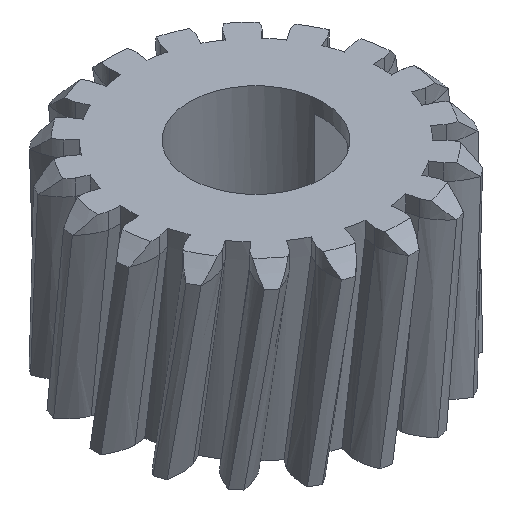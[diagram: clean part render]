
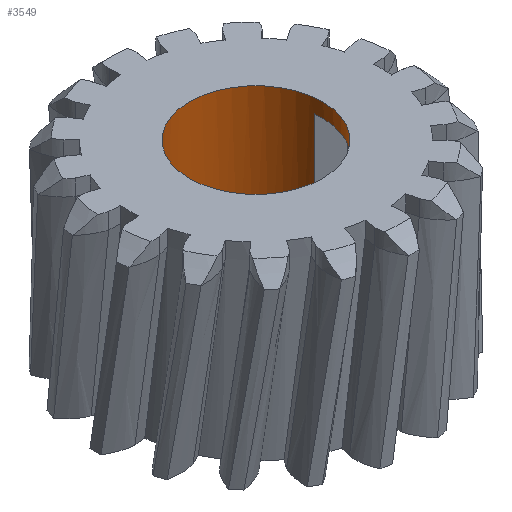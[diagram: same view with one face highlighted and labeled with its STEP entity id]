
A CAD part, isometric view. The second image highlights one B-rep face of the part: STEP entity #3549.
In plain terms, the highlighted cylindrical face has radius 4.175 mm (diameter 8.35 mm), a full revolution.
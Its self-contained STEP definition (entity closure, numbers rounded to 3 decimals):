
#477=FACE_OUTER_BOUND('',#694,.T.);
#694=EDGE_LOOP('',(#2427,#2428,#2429,#2430,#2431,#2432,#2433,#2434,#2435,
#2436,#2437,#2438));
#904=LINE('',#4601,#1117);
#915=LINE('',#4630,#1128);
#927=LINE('',#4665,#1140);
#929=LINE('',#4670,#1142);
#933=LINE('',#4679,#1146);
#1117=VECTOR('',#3984,10.);
#1128=VECTOR('',#4009,10.);
#1140=VECTOR('',#4041,10.);
#1142=VECTOR('',#4047,10.);
#1146=VECTOR('',#4055,4.175);
#1331=CIRCLE('',#3777,4.175);
#1332=CIRCLE('',#3778,4.175);
#1336=CIRCLE('',#3785,4.175);
#1338=CIRCLE('',#3793,4.175);
#1339=CIRCLE('',#3794,4.175);
#1340=CIRCLE('',#3795,4.175);
#1439=VERTEX_POINT('',#4598);
#1440=VERTEX_POINT('',#4600);
#1447=VERTEX_POINT('',#4618);
#1448=VERTEX_POINT('',#4620);
#1451=VERTEX_POINT('',#4628);
#1458=VERTEX_POINT('',#4645);
#1459=VERTEX_POINT('',#4647);
#1464=VERTEX_POINT('',#4663);
#1465=VERTEX_POINT('',#4669);
#1468=VERTEX_POINT('',#4677);
#1798=EDGE_CURVE('',#1440,#1439,#904,.T.);
#1808=EDGE_CURVE('',#1448,#1447,#1331,.T.);
#1809=EDGE_CURVE('',#1439,#1448,#1332,.T.);
#1813=EDGE_CURVE('',#1447,#1451,#915,.T.);
#1821=EDGE_CURVE('',#1459,#1458,#1336,.T.);
#1830=EDGE_CURVE('',#1458,#1464,#927,.T.);
#1832=EDGE_CURVE('',#1465,#1459,#929,.T.);
#1836=EDGE_CURVE('',#1468,#1468,#1338,.T.);
#1837=EDGE_CURVE('',#1468,#1448,#933,.T.);
#1838=EDGE_CURVE('',#1451,#1465,#1339,.T.);
#1839=EDGE_CURVE('',#1464,#1440,#1340,.T.);
#2427=ORIENTED_EDGE('',*,*,#1836,.F.);
#2428=ORIENTED_EDGE('',*,*,#1837,.T.);
#2429=ORIENTED_EDGE('',*,*,#1808,.T.);
#2430=ORIENTED_EDGE('',*,*,#1813,.T.);
#2431=ORIENTED_EDGE('',*,*,#1838,.T.);
#2432=ORIENTED_EDGE('',*,*,#1832,.T.);
#2433=ORIENTED_EDGE('',*,*,#1821,.T.);
#2434=ORIENTED_EDGE('',*,*,#1830,.T.);
#2435=ORIENTED_EDGE('',*,*,#1839,.T.);
#2436=ORIENTED_EDGE('',*,*,#1798,.T.);
#2437=ORIENTED_EDGE('',*,*,#1809,.T.);
#2438=ORIENTED_EDGE('',*,*,#1837,.F.);
#3516=CYLINDRICAL_SURFACE('',#3792,4.175);
#3549=ADVANCED_FACE('',(#477),#3516,.F.);
#3777=AXIS2_PLACEMENT_3D('',#4621,#4000,#4001);
#3778=AXIS2_PLACEMENT_3D('',#4622,#4002,#4003);
#3785=AXIS2_PLACEMENT_3D('',#4648,#4024,#4025);
#3792=AXIS2_PLACEMENT_3D('',#4676,#4051,#4052);
#3793=AXIS2_PLACEMENT_3D('',#4678,#4053,#4054);
#3794=AXIS2_PLACEMENT_3D('',#4680,#4056,#4057);
#3795=AXIS2_PLACEMENT_3D('',#4681,#4058,#4059);
#3984=DIRECTION('',(0.,0.,1.));
#4000=DIRECTION('center_axis',(0.,0.,-1.));
#4001=DIRECTION('ref_axis',(1.,0.,0.));
#4002=DIRECTION('center_axis',(0.,0.,-1.));
#4003=DIRECTION('ref_axis',(1.,0.,0.));
#4009=DIRECTION('',(0.,0.,-1.));
#4024=DIRECTION('center_axis',(0.,0.,-1.));
#4025=DIRECTION('ref_axis',(1.,0.,0.));
#4041=DIRECTION('',(0.,0.,-1.));
#4047=DIRECTION('',(0.,0.,1.));
#4051=DIRECTION('center_axis',(0.,0.,-1.));
#4052=DIRECTION('ref_axis',(1.,0.,0.));
#4053=DIRECTION('center_axis',(0.,0.,-1.));
#4054=DIRECTION('ref_axis',(1.,0.,0.));
#4055=DIRECTION('',(0.,0.,-1.));
#4056=DIRECTION('center_axis',(0.,0.,-1.));
#4057=DIRECTION('ref_axis',(1.,0.,0.));
#4058=DIRECTION('center_axis',(0.,0.,-1.));
#4059=DIRECTION('ref_axis',(1.,0.,0.));
#4598=CARTESIAN_POINT('',(-3.344,-2.5,11.));
#4600=CARTESIAN_POINT('',(-3.344,-2.5,1.));
#4601=CARTESIAN_POINT('',(-3.344,-2.5,4.904));
#4618=CARTESIAN_POINT('',(-4.145,0.5,11.));
#4620=CARTESIAN_POINT('',(-4.175,0.,11.));
#4621=CARTESIAN_POINT('Origin',(0.,0.,
11.));
#4622=CARTESIAN_POINT('Origin',(0.,0.,
11.));
#4628=CARTESIAN_POINT('',(-4.145,0.5,1.));
#4630=CARTESIAN_POINT('',(-4.145,0.5,4.904));
#4645=CARTESIAN_POINT('',(3.344,-2.5,11.));
#4647=CARTESIAN_POINT('',(4.145,0.5,11.));
#4648=CARTESIAN_POINT('Origin',(0.,0.,
11.));
#4663=CARTESIAN_POINT('',(3.344,-2.5,1.));
#4665=CARTESIAN_POINT('',(3.344,-2.5,4.904));
#4669=CARTESIAN_POINT('',(4.145,0.5,1.));
#4670=CARTESIAN_POINT('',(4.145,0.5,4.904));
#4676=CARTESIAN_POINT('Origin',(0.,0.,
4.904));
#4677=CARTESIAN_POINT('',(-4.175,0.,11.9));
#4678=CARTESIAN_POINT('Origin',(0.,0.,
11.9));
#4679=CARTESIAN_POINT('',(-4.175,0.,4.904));
#4680=CARTESIAN_POINT('Origin',(0.,0.,
1.));
#4681=CARTESIAN_POINT('Origin',(0.,0.,
1.));
